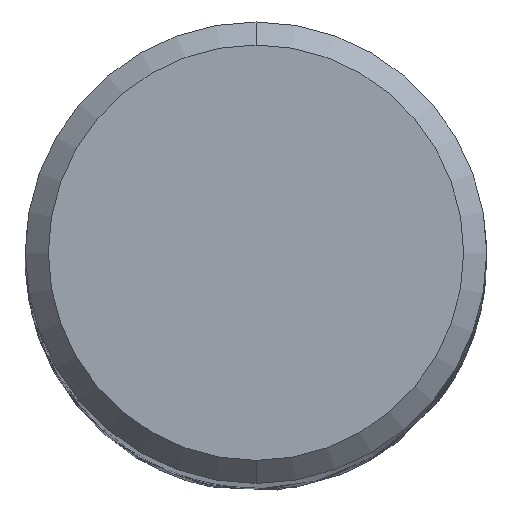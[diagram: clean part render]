
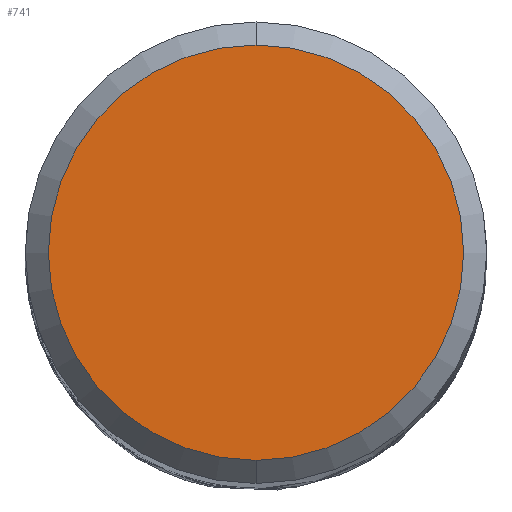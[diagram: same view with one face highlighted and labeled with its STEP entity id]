
A CAD part, top view. The second image highlights one B-rep face of the part: STEP entity #741.
In plain terms, the highlighted planar face has unit normal (0, 0, 1).
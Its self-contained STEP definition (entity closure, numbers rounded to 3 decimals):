
#623=EDGE_CURVE('',#731,#709,#1187,.T.);
#699=EDGE_CURVE('',#709,#731,#1270,.T.);
#709=VERTEX_POINT('',#1281);
#731=VERTEX_POINT('',#1306);
#741=ADVANCED_FACE('',(#1316),#1317,.T.);
#1187=CIRCLE('',#3164,3.6);
#1270=CIRCLE('',#4197,3.6);
#1281=CARTESIAN_POINT('',(0.,-3.6,0.0));
#1306=CARTESIAN_POINT('',(0.0,3.6,0.0));
#1316=FACE_OUTER_BOUND('',#4321,.T.);
#1317=PLANE('',#4322);
#3164=AXIS2_PLACEMENT_3D('',#6076,#6077,#6078);
#4197=AXIS2_PLACEMENT_3D('',#6168,#6169,#6170);
#4321=EDGE_LOOP('',(#6233,#6234));
#4322=AXIS2_PLACEMENT_3D('',#6235,#6236,#6237);
#6076=CARTESIAN_POINT('',(0.0,0.0,0.0));
#6077=DIRECTION('',(0.0,0.0,-1.0));
#6078=DIRECTION('',(0.0,1.0,0.0));
#6168=CARTESIAN_POINT('',(0.0,0.0,0.0));
#6169=DIRECTION('',(0.0,0.0,-1.0));
#6170=DIRECTION('',(0.0,1.0,0.0));
#6233=ORIENTED_EDGE('',*,*,#623,.F.);
#6234=ORIENTED_EDGE('',*,*,#699,.F.);
#6235=CARTESIAN_POINT('',(0.0,1.8,0.0));
#6236=DIRECTION('',(-0.0,0.0,1.0));
#6237=DIRECTION('',(0.0,-1.0,0.0));
